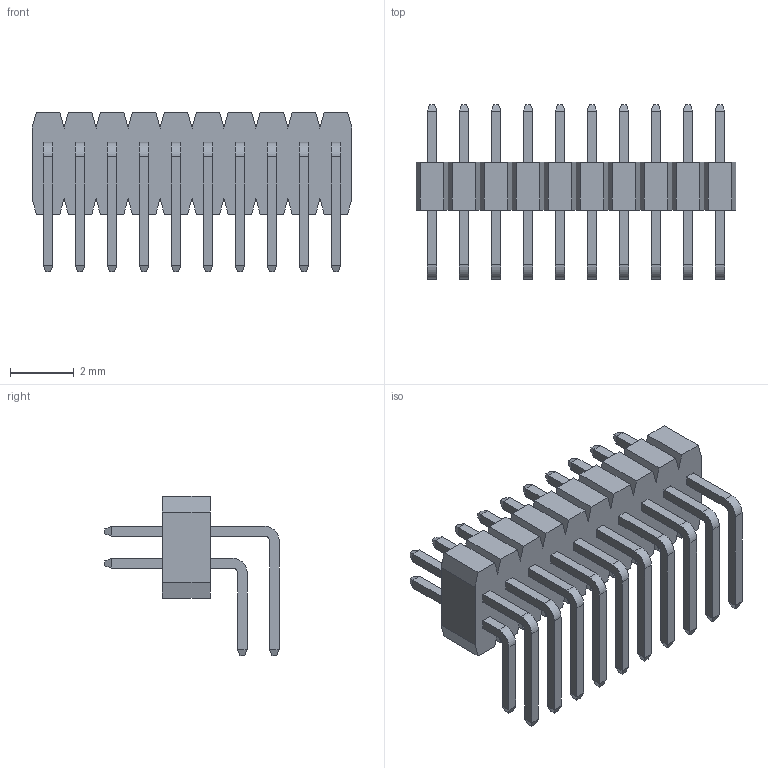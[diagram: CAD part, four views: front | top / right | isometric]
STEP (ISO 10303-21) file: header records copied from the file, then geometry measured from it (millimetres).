
FILE_DESCRIPTION( ('This file contains a STEP AP42 implementation' ,'as created by ZW3D STEP Interface translator.') ,'2;1' );
FILE_NAME( '1515-12XXXXR070XXXX.stp' ,'23 314.103921', (''), ('ZWCAD Software Co.'), 'Version 1.0', 'ZW3D to STEP translator', '' );
FILE_SCHEMA(('AUTOMOTIVE_DESIGN { 1 0 10303 214 1 1 1 1 }'));
Length unit declared in the file: millimetre
Products named in the file (2): 0; 1515-1210XXR070XXXX
Bounding box: 10 x 5.45 x 5 mm (x, y, z)
Volume: 57.5 mm3; surface area: 346 mm2
Topology: 21 solids, 21 shells, 504 faces, 1226 edges, 764 vertices
Faces by surface type: plane 464, cylinder 40
Entity records: 14891 total; most frequent: CARTESIAN_POINT 2495, ORIENTED_EDGE 2452, DIRECTION 2316, EDGE_CURVE 1226, VECTOR 1146, LINE 1146, VERTEX_POINT 764, AXIS2_PLACEMENT_3D 585
